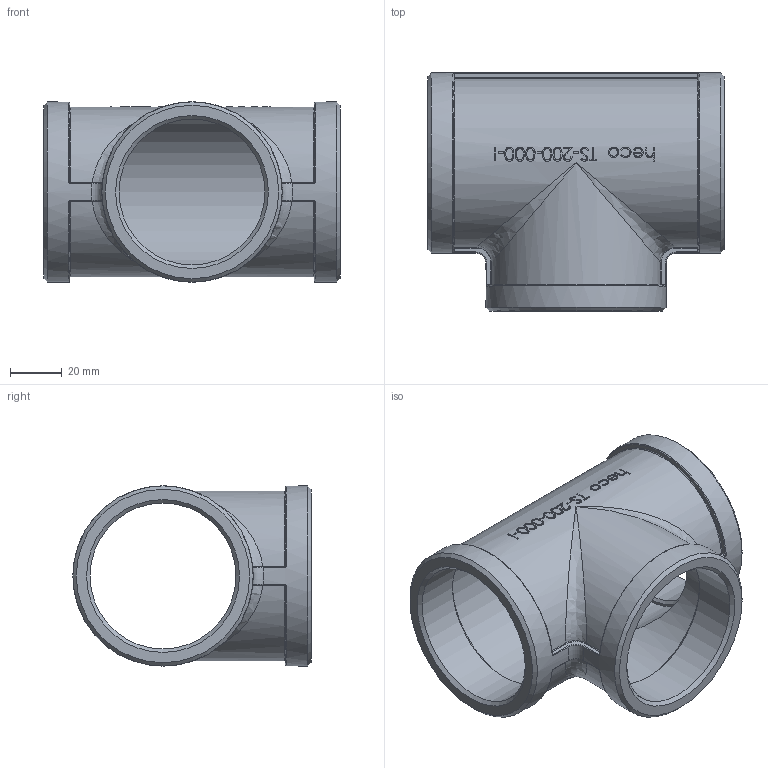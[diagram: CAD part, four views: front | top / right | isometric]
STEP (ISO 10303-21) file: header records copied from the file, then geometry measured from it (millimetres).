
FILE_DESCRIPTION (( 'STEP AP214' ), '1' );
FILE_NAME ('heco_TS-200-000-I.STEP', '2015-10-29T12:35:29', ( 'test' ), ( '' ), 'SwSTEP 2.0', 'SolidWorks 2011', '' );
FILE_SCHEMA (( 'AUTOMOTIVE_DESIGN' ));
Length unit declared in the file: millimetre
Products named in the file (1): heco_TS-200-000-I
Bounding box: 115 x 92.5 x 70 mm (x, y, z)
Volume: 105871.7 mm3; surface area: 57380.2 mm2
Topology: 1 solids, 1 shells, 301 faces, 741 edges, 451 vertices
Faces by surface type: bspline 140, cylinder 66, plane 56, torus 18, sphere 12, cone 9
Full cylindrical faces by diameter (mm): 56.656 x3, 60.6 x2, 70 x2
Entity records: 35567 total; most frequent: CARTESIAN_POINT 26504, ORIENTED_EDGE 1402, DIRECTION 734, EDGE_CURVE 701, VERTEX_POINT 445, B_SPLINE_CURVE_WITH_KNOTS 426, EDGE_LOOP 348, FACE_OUTER_BOUND 308
